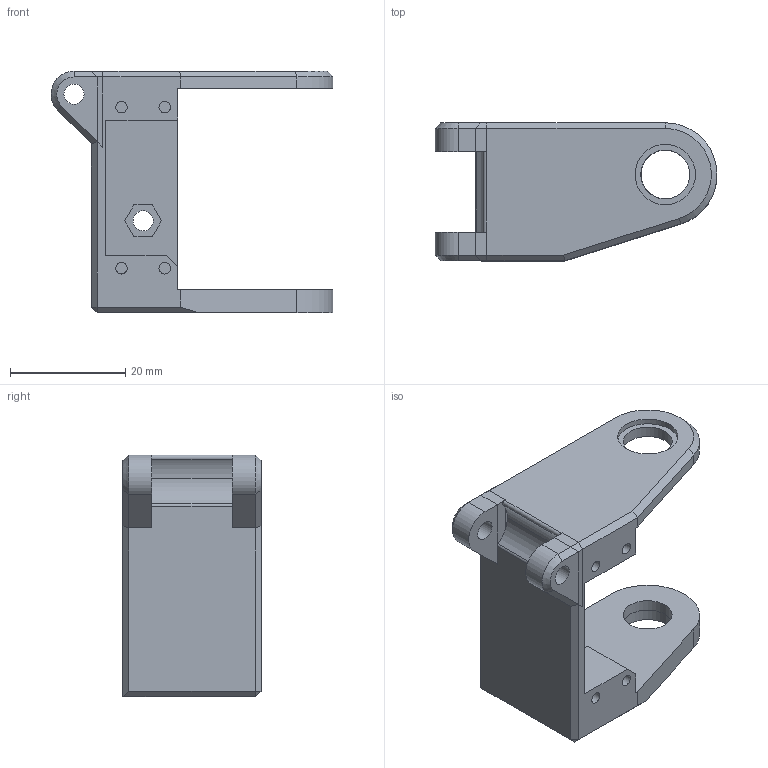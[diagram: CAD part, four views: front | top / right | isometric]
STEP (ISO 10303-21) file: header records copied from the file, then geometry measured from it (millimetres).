
FILE_DESCRIPTION(('FreeCAD Model'),'2;1');
FILE_NAME('rightBracket.step', '2016-01-13T17:36:27',('Author'),(''), 'Open CASCADE STEP processor 6.8','FreeCAD','Unknown');
FILE_SCHEMA(('AUTOMOTIVE_DESIGN_CC2 { 1 2 10303 214 -1 1 5 4 }'));
Length unit declared in the file: millimetre
Products named in the file (1): Clone_of_bracket_(Mirror_#20)
Bounding box: 48.97 x 24 x 42 mm (x, y, z)
Volume: 11365.3 mm3; surface area: 7741.4 mm2
Topology: 1 solids, 1 shells, 93 faces, 234 edges, 148 vertices
Faces by surface type: plane 66, cylinder 23, cone 4
Full cylindrical faces by diameter (mm): 2 x5, 3.5 x3, 8.5 x2, 10.5 x1
Entity records: 6217 total; most frequent: CARTESIAN_POINT 1413, DIRECTION 910, LINE 590, VECTOR 590, ORIENTED_EDGE 468, PCURVE 468, DEFINITIONAL_REPRESENTATION 468, EDGE_CURVE 234
